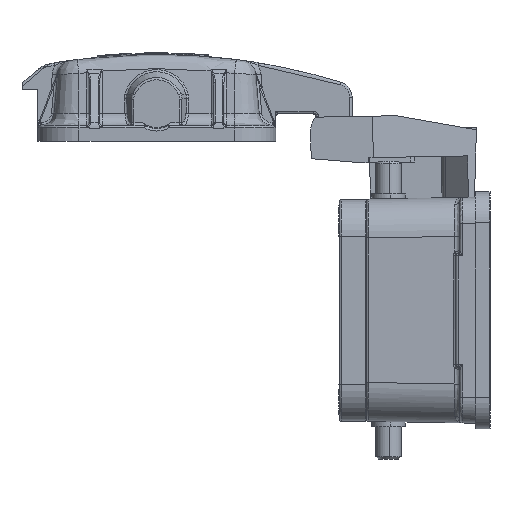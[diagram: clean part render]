
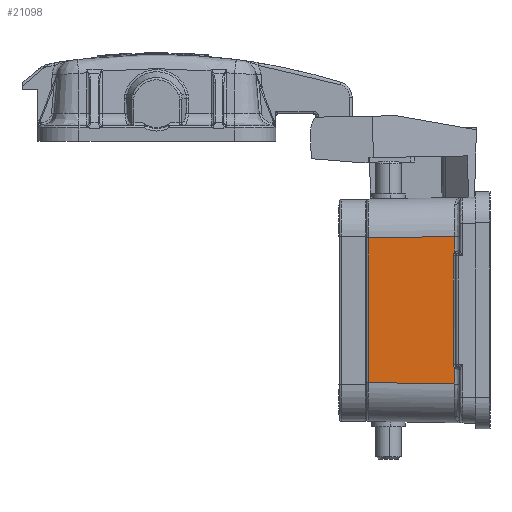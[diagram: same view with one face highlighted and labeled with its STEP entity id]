
A CAD part, left-side view. The second image highlights one B-rep face of the part: STEP entity #21098.
In plain terms, the highlighted planar face has unit normal (-1, 0.018, 0).
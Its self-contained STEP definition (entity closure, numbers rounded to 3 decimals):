
#2167 = AXIS2_PLACEMENT_3D ( 'NONE', #22557, #22558, #22559 ) ;
#2173 = FACE_OUTER_BOUND ( 'NONE', #49331, .T. ) ;
#6567 = CARTESIAN_POINT ( 'NONE',  ( -36.742, -18.709, -10.5 ) ) ;
#6568 = CARTESIAN_POINT ( 'NONE',  ( -36.742, -18.709, 10.5 ) ) ;
#6569 = CARTESIAN_POINT ( 'NONE',  ( -36.747, -19.017, 11.223 ) ) ;
#6586 = CARTESIAN_POINT ( 'NONE',  ( -36.747, -19.017, 14.248 ) ) ;
#6594 = CARTESIAN_POINT ( 'NONE',  ( -36.455, -2.295, 13.956 ) ) ;
#6595 = CARTESIAN_POINT ( 'NONE',  ( -36.455, -2.295, -13.956 ) ) ;
#6596 = CARTESIAN_POINT ( 'NONE',  ( -36.747, -19.017, -14.248 ) ) ;
#6597 = CARTESIAN_POINT ( 'NONE',  ( -36.747, -19.017, -11.223 ) ) ;
#8571 = CARTESIAN_POINT ( 'NONE',  ( -36.747, -19.017, 11.223 ) ) ;
#8573 = CARTESIAN_POINT ( 'NONE',  ( -36.745, -18.919, 11.127 ) ) ;
#8574 = CARTESIAN_POINT ( 'NONE',  ( -36.744, -18.843, 11.018 ) ) ;
#8575 = CARTESIAN_POINT ( 'NONE',  ( -36.743, -18.764, 10.833 ) ) ;
#8576 = CARTESIAN_POINT ( 'NONE',  ( -36.742, -18.743, 10.768 ) ) ;
#8577 = CARTESIAN_POINT ( 'NONE',  ( -36.742, -18.716, 10.636 ) ) ;
#8578 = CARTESIAN_POINT ( 'NONE',  ( -36.742, -18.709, 10.569 ) ) ;
#8579 = CARTESIAN_POINT ( 'NONE',  ( -36.742, -18.709, 10.5 ) ) ;
#8586 = DIRECTION ( 'NONE',  ( 0., 0., 1. ) ) ;
#8587 = CARTESIAN_POINT ( 'NONE',  ( -36.742, -18.709, 23.707 ) ) ;
#8588 = LINE ( 'NONE', #8587, #30430 ) ;
#8759 = DIRECTION ( 'NONE',  ( 0., 0., 1. ) ) ;
#8760 = CARTESIAN_POINT ( 'NONE',  ( -36.747, -19.017, 23.707 ) ) ;
#8761 = LINE ( 'NONE', #8760, #30410 ) ;
#8762 = DIRECTION ( 'NONE',  ( 0.017, 1., -0.017 ) ) ;
#8763 = CARTESIAN_POINT ( 'NONE',  ( -36.747, -19.017, 14.248 ) ) ;
#8764 = LINE ( 'NONE', #8763, #30408 ) ;
#8765 = DIRECTION ( 'NONE',  ( 0., 0., -1. ) ) ;
#8766 = CARTESIAN_POINT ( 'NONE',  ( -36.455, -2.295, 23.707 ) ) ;
#8767 = LINE ( 'NONE', #8766, #30407 ) ;
#11049 = CARTESIAN_POINT ( 'NONE',  ( -36.742, -18.709, -10.5 ) ) ;
#11050 = CARTESIAN_POINT ( 'NONE',  ( -36.742, -18.709, -10.639 ) ) ;
#11051 = CARTESIAN_POINT ( 'NONE',  ( -36.742, -18.737, -10.771 ) ) ;
#11052 = CARTESIAN_POINT ( 'NONE',  ( -36.744, -18.844, -11.02 ) ) ;
#11053 = CARTESIAN_POINT ( 'NONE',  ( -36.745, -18.92, -11.128 ) ) ;
#11054 = CARTESIAN_POINT ( 'NONE',  ( -36.747, -19.017, -11.223 ) ) ;
#12476 = EDGE_CURVE ( 'NONE', #41206, #41176, #40710, .T. ) ;
#12724 = EDGE_CURVE ( 'NONE', #41203, #41204, #8767, .T. ) ;
#12725 = EDGE_CURVE ( 'NONE', #41195, #41203, #8764, .T. ) ;
#12726 = EDGE_CURVE ( 'NONE', #41178, #41195, #8761, .T. ) ;
#12749 = EDGE_CURVE ( 'NONE', #41176, #41177, #8588, .T. ) ;
#12751 = EDGE_CURVE ( 'NONE', #41177, #41178, #40908, .T. ) ;
#12956 = EDGE_CURVE ( 'NONE', #41205, #41206, #45814, .T. ) ;
#13136 = EDGE_CURVE ( 'NONE', #41205, #41204, #47306, .T. ) ;
#21098 = ADVANCED_FACE ( 'NONE', ( #2173 ), #22556, .T. ) ;
#22556 = PLANE ( 'NONE',  #2167 ) ;
#22557 = CARTESIAN_POINT ( 'NONE',  ( -36.45, -2., 23.707 ) ) ;
#22558 = DIRECTION ( 'NONE',  ( -1., 0.017, 0. ) ) ;
#22559 = DIRECTION ( 'NONE',  ( -0.017, -1., 0. ) ) ;
#24135 = ORIENTED_EDGE ( 'NONE', *, *, #12476, .T. ) ;
#24139 = ORIENTED_EDGE ( 'NONE', *, *, #12956, .T. ) ;
#24516 = ORIENTED_EDGE ( 'NONE', *, *, #12724, .T. ) ;
#25074 = ORIENTED_EDGE ( 'NONE', *, *, #13136, .F. ) ;
#25078 = ORIENTED_EDGE ( 'NONE', *, *, #12726, .T. ) ;
#25171 = ORIENTED_EDGE ( 'NONE', *, *, #12725, .T. ) ;
#25179 = ORIENTED_EDGE ( 'NONE', *, *, #12749, .T. ) ;
#25182 = ORIENTED_EDGE ( 'NONE', *, *, #12751, .T. ) ;
#30281 = VECTOR ( 'NONE', #47189, 1000. ) ;
#30407 = VECTOR ( 'NONE', #8765, 1000. ) ;
#30408 = VECTOR ( 'NONE', #8762, 1000. ) ;
#30410 = VECTOR ( 'NONE', #8759, 1000. ) ;
#30430 = VECTOR ( 'NONE', #8586, 1000. ) ;
#30803 = VECTOR ( 'NONE', #45809, 1000. ) ;
#40710 = B_SPLINE_CURVE_WITH_KNOTS ( 'NONE', 3,
 ( #11054, #11053, #11052, #11051, #11050, #11049 ),
 .UNSPECIFIED., .F., .F.,
 ( 4, 2, 4 ),
 ( 0., 0.5, 1. ),
 .UNSPECIFIED. ) ;
#40908 = B_SPLINE_CURVE_WITH_KNOTS ( 'NONE', 3,
 ( #8579, #8578, #8577, #8576, #8575, #8574, #8573, #8571 ),
 .UNSPECIFIED., .F., .F.,
 ( 4, 2, 2, 4 ),
 ( 0., 0.25, 0.5, 1. ),
 .UNSPECIFIED. ) ;
#41176 = VERTEX_POINT ( 'NONE', #6567 ) ;
#41177 = VERTEX_POINT ( 'NONE', #6568 ) ;
#41178 = VERTEX_POINT ( 'NONE', #6569 ) ;
#41195 = VERTEX_POINT ( 'NONE', #6586 ) ;
#41203 = VERTEX_POINT ( 'NONE', #6594 ) ;
#41204 = VERTEX_POINT ( 'NONE', #6595 ) ;
#41205 = VERTEX_POINT ( 'NONE', #6596 ) ;
#41206 = VERTEX_POINT ( 'NONE', #6597 ) ;
#45809 = DIRECTION ( 'NONE',  ( 0., 0., 1. ) ) ;
#45810 = CARTESIAN_POINT ( 'NONE',  ( -36.747, -19.017, 23.707 ) ) ;
#45814 = LINE ( 'NONE', #45810, #30803 ) ;
#47189 = DIRECTION ( 'NONE',  ( 0.017, 1., 0.017 ) ) ;
#47306 = LINE ( 'NONE', #47486, #30281 ) ;
#47486 = CARTESIAN_POINT ( 'NONE',  ( -36.837, -24.183, -14.338 ) ) ;
#49331 = EDGE_LOOP ( 'NONE', ( #25179, #25182, #25078, #25171, #24516, #25074, #24139, #24135 ) ) ;
